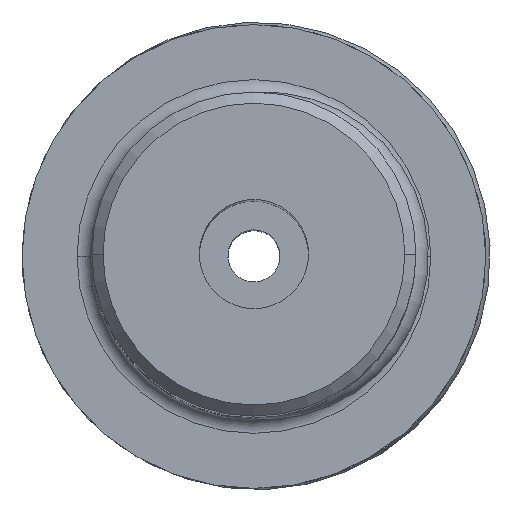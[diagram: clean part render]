
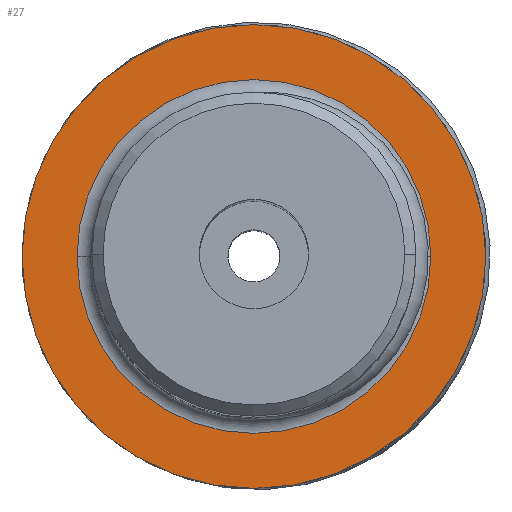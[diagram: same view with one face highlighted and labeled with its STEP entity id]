
A CAD part, top view. The second image highlights one B-rep face of the part: STEP entity #27.
In plain terms, the highlighted planar face has unit normal (0, 0, 1).
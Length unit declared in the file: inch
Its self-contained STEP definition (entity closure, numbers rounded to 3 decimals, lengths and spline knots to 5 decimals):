
#27 = ADVANCED_FACE ( 'NONE', ( #359, #361 ), #352, .T. ) ;
#68 = ORIENTED_EDGE ( 'NONE', *, *, #1787, .T. ) ;
#69 = ORIENTED_EDGE ( 'NONE', *, *, #1725, .T. ) ;
#70 = ORIENTED_EDGE ( 'NONE', *, *, #1782, .F. ) ;
#71 = ORIENTED_EDGE ( 'NONE', *, *, #1777, .F. ) ;
#322 = DIRECTION ( 'NONE',  ( 0., 0., 1. ) ) ;
#350 = DIRECTION ( 'NONE',  ( 1., 0., 0. ) ) ;
#352 = PLANE ( 'NONE',  #1804 ) ;
#359 = FACE_BOUND ( 'NONE', #1207, .T. ) ;
#361 = FACE_OUTER_BOUND ( 'NONE', #1611, .T. ) ;
#363 = CARTESIAN_POINT ( 'NONE',  ( 0., 0.312, 0.062 ) ) ;
#615 = CARTESIAN_POINT ( 'NONE',  ( 0., 0., 0.062 ) ) ;
#616 = DIRECTION ( 'NONE',  ( 0., 0., -1. ) ) ;
#617 = DIRECTION ( 'NONE',  ( -1., 0., 0. ) ) ;
#733 = VERTEX_POINT ( 'NONE', #2134 ) ;
#741 = VERTEX_POINT ( 'NONE', #2140 ) ;
#745 = VERTEX_POINT ( 'NONE', #2143 ) ;
#753 = VERTEX_POINT ( 'NONE', #2149 ) ;
#1006 = CARTESIAN_POINT ( 'NONE',  ( 0., 0., 0.062 ) ) ;
#1007 = DIRECTION ( 'NONE',  ( 0., 0., -1. ) ) ;
#1008 = DIRECTION ( 'NONE',  ( -1., 0., 0. ) ) ;
#1020 = CARTESIAN_POINT ( 'NONE',  ( 0., 0., 0.062 ) ) ;
#1021 = DIRECTION ( 'NONE',  ( 0., 0., -1. ) ) ;
#1022 = DIRECTION ( 'NONE',  ( -1., 0., 0. ) ) ;
#1059 = CARTESIAN_POINT ( 'NONE',  ( 0., 0., 0.062 ) ) ;
#1060 = DIRECTION ( 'NONE',  ( 0., 0., -1. ) ) ;
#1061 = DIRECTION ( 'NONE',  ( -1., 0., 0. ) ) ;
#1207 = EDGE_LOOP ( 'NONE', ( #68, #69 ) ) ;
#1479 = CIRCLE ( 'NONE', #1932, 0.238 ) ;
#1541 = CIRCLE ( 'NONE', #1966, 0.312 ) ;
#1547 = CIRCLE ( 'NONE', #1970, 0.312 ) ;
#1552 = CIRCLE ( 'NONE', #1973, 0.238 ) ;
#1611 = EDGE_LOOP ( 'NONE', ( #70, #71 ) ) ;
#1725 = EDGE_CURVE ( 'NONE', #741, #745, #1479, .T. ) ;
#1777 = EDGE_CURVE ( 'NONE', #753, #733, #1541, .T. ) ;
#1782 = EDGE_CURVE ( 'NONE', #733, #753, #1547, .T. ) ;
#1787 = EDGE_CURVE ( 'NONE', #745, #741, #1552, .T. ) ;
#1804 = AXIS2_PLACEMENT_3D ( 'NONE', #363, #322, #350 ) ;
#1932 = AXIS2_PLACEMENT_3D ( 'NONE', #615, #616, #617 ) ;
#1966 = AXIS2_PLACEMENT_3D ( 'NONE', #1006, #1007, #1008 ) ;
#1970 = AXIS2_PLACEMENT_3D ( 'NONE', #1020, #1021, #1022 ) ;
#1973 = AXIS2_PLACEMENT_3D ( 'NONE', #1059, #1060, #1061 ) ;
#2134 = CARTESIAN_POINT ( 'NONE',  ( -0.312, 0., 0.062 ) ) ;
#2140 = CARTESIAN_POINT ( 'NONE',  ( 0.238, 0., 0.062 ) ) ;
#2143 = CARTESIAN_POINT ( 'NONE',  ( -0.238, 0., 0.062 ) ) ;
#2149 = CARTESIAN_POINT ( 'NONE',  ( 0.312, 0., 0.062 ) ) ;
